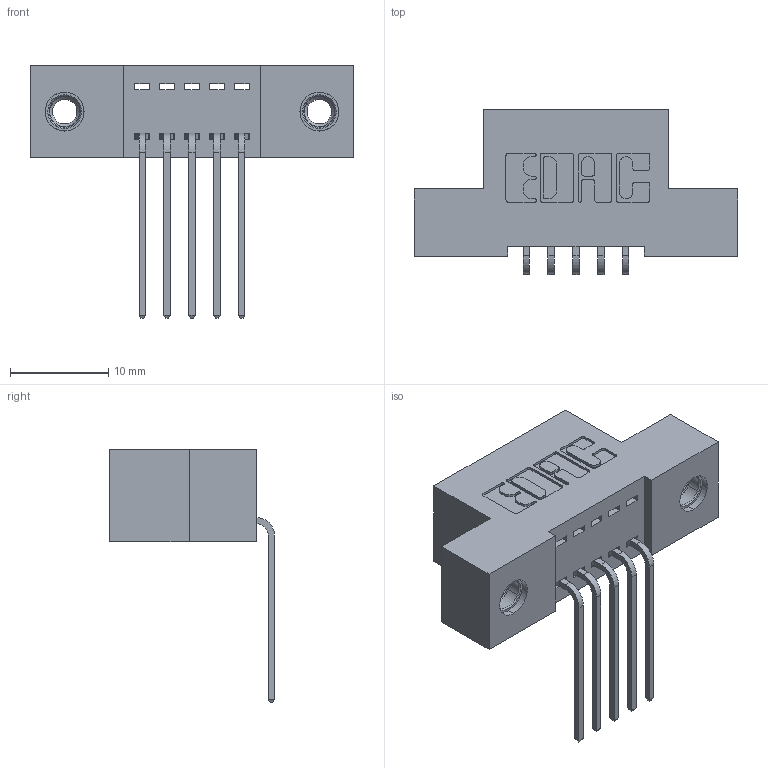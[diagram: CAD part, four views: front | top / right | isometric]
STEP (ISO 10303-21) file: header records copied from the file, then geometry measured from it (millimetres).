
FILE_DESCRIPTION (( 'STEP AP203' ), '1' );
FILE_NAME ('392-005-559-107.STEP', '2018-08-14T17:26:05', ( '' ), ( '' ), 'SwSTEP 2.0', 'SolidWorks 2016', '' );
FILE_SCHEMA (( 'CONFIG_CONTROL_DESIGN' ));
Length unit declared in the file: inch
Products named in the file (4): 342 Part_TI; 345-292-001_558 559 Tail - 1; 345-250-001_345-250-005-103; 392-005-559-107
Assembly tree (8 placements, depth 2):
  392-005-559-107
    342 Part_TI
    345-292-001_558 559 Tail - 1  x5
    345-250-001_345-250-005-103  x2
Bounding box: 33.02 x 16.83 x 25.78 mm (x, y, z)
Volume: 2762.9 mm3; surface area: 3493.1 mm2
Topology: 8 solids, 8 shells, 470 faces, 1345 edges, 882 vertices
Faces by surface type: plane 318, cylinder 136, cone 12, torus 4
Entity records: 8980 total; most frequent: CARTESIAN_POINT 1536, ORIENTED_EDGE 1470, DIRECTION 1403, EDGE_CURVE 735, VECTOR 587, LINE 587, VERTEX_POINT 484, AXIS2_PLACEMENT_3D 408
